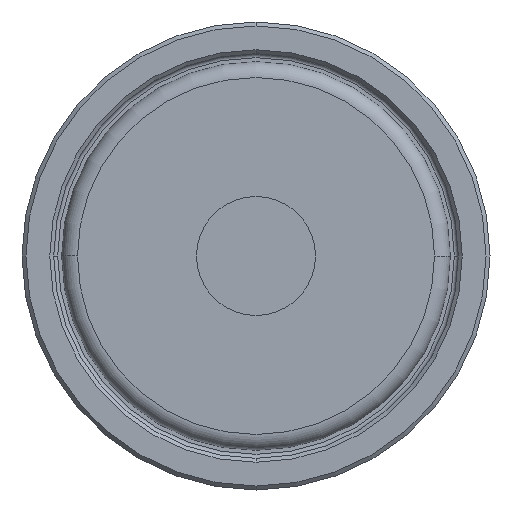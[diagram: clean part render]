
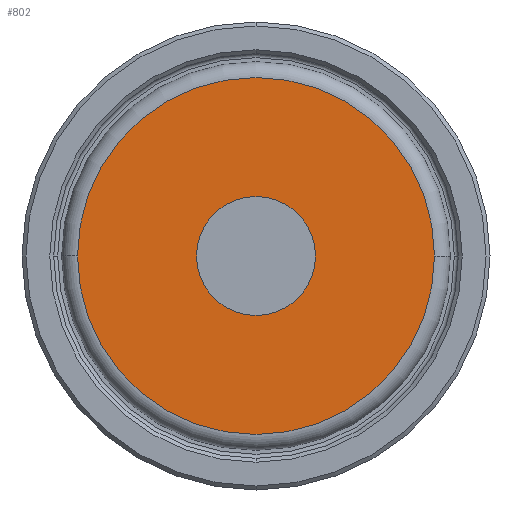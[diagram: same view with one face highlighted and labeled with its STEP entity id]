
A CAD part, front view. The second image highlights one B-rep face of the part: STEP entity #802.
In plain terms, the highlighted planar face has unit normal (0, -1, 0).
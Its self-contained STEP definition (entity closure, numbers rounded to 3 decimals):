
#12 = DIRECTION ( 'NONE',  ( 0., 0., -1. ) ) ;
#14 = DIRECTION ( 'NONE',  ( 0., 1., 0. ) ) ;
#16 = CARTESIAN_POINT ( 'NONE',  ( 29.5, -1.9, 0. ) ) ;
#39 = DIRECTION ( 'NONE',  ( 0., -1., 0. ) ) ;
#45 = ORIENTED_EDGE ( 'NONE', *, *, #1560, .T. ) ;
#103 = AXIS2_PLACEMENT_3D ( 'NONE', #400, #397, #389 ) ;
#107 = PLANE ( 'NONE',  #981 ) ;
#111 = AXIS2_PLACEMENT_3D ( 'NONE', #418, #414, #412 ) ;
#175 = DIRECTION ( 'NONE',  ( 0., -1., 0. ) ) ;
#240 = VERTEX_POINT ( 'NONE', #1200 ) ;
#339 = CIRCLE ( 'NONE', #111, 7.5 ) ;
#389 = DIRECTION ( 'NONE',  ( 1., 0., 0. ) ) ;
#397 = DIRECTION ( 'NONE',  ( 0., -1., 0. ) ) ;
#400 = CARTESIAN_POINT ( 'NONE',  ( 29.5, -1.9, 0. ) ) ;
#412 = DIRECTION ( 'NONE',  ( 0., 0., -1. ) ) ;
#414 = DIRECTION ( 'NONE',  ( 0., 1., 0. ) ) ;
#418 = CARTESIAN_POINT ( 'NONE',  ( 29.5, -1.9, 0. ) ) ;
#458 = VERTEX_POINT ( 'NONE', #1124 ) ;
#461 = CARTESIAN_POINT ( 'NONE',  ( 29.5, -1.9, -7.5 ) ) ;
#578 = DIRECTION ( 'NONE',  ( 0., 0., -1. ) ) ;
#686 = EDGE_CURVE ( 'NONE', #1265, #1600, #339, .T. ) ;
#690 = EDGE_CURVE ( 'NONE', #458, #240, #972, .T. ) ;
#692 = CIRCLE ( 'NONE', #776, 22.5 ) ;
#745 = CARTESIAN_POINT ( 'NONE',  ( 29.5, -1.9, 0. ) ) ;
#770 = EDGE_CURVE ( 'NONE', #1600, #1265, #910, .T. ) ;
#776 = AXIS2_PLACEMENT_3D ( 'NONE', #745, #39, #1412 ) ;
#792 = AXIS2_PLACEMENT_3D ( 'NONE', #16, #14, #12 ) ;
#802 = ADVANCED_FACE ( 'NONE', ( #1260, #1193 ), #107, .T. ) ;
#828 = CARTESIAN_POINT ( 'NONE',  ( 37., -1.9, 0. ) ) ;
#910 = CIRCLE ( 'NONE', #792, 7.5 ) ;
#972 = CIRCLE ( 'NONE', #103, 22.5 ) ;
#981 = AXIS2_PLACEMENT_3D ( 'NONE', #828, #175, #578 ) ;
#1124 = CARTESIAN_POINT ( 'NONE',  ( 7., -1.9, 0. ) ) ;
#1141 = EDGE_LOOP ( 'NONE', ( #1470, #1473 ) ) ;
#1193 = FACE_BOUND ( 'NONE', #1141, .T. ) ;
#1200 = CARTESIAN_POINT ( 'NONE',  ( 52., -1.9, 0. ) ) ;
#1260 = FACE_OUTER_BOUND ( 'NONE', #1648, .T. ) ;
#1265 = VERTEX_POINT ( 'NONE', #1288 ) ;
#1288 = CARTESIAN_POINT ( 'NONE',  ( 29.5, -1.9, 7.5 ) ) ;
#1412 = DIRECTION ( 'NONE',  ( 1., 0., 0. ) ) ;
#1466 = ORIENTED_EDGE ( 'NONE', *, *, #690, .T. ) ;
#1470 = ORIENTED_EDGE ( 'NONE', *, *, #770, .T. ) ;
#1473 = ORIENTED_EDGE ( 'NONE', *, *, #686, .T. ) ;
#1560 = EDGE_CURVE ( 'NONE', #240, #458, #692, .T. ) ;
#1600 = VERTEX_POINT ( 'NONE', #461 ) ;
#1648 = EDGE_LOOP ( 'NONE', ( #45, #1466 ) ) ;
